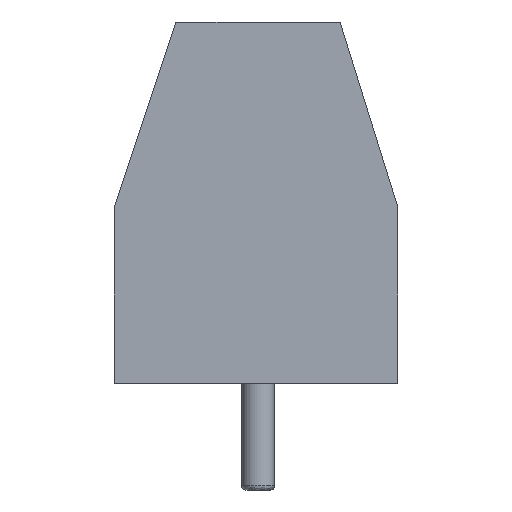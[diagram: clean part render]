
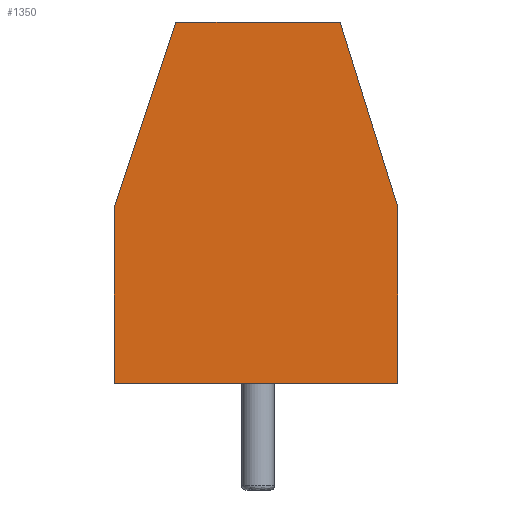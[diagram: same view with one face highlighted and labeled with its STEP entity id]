
A CAD part, front view. The second image highlights one B-rep face of the part: STEP entity #1350.
In plain terms, the highlighted face is planar.
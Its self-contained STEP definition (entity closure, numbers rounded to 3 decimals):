
#13 = CARTESIAN_POINT ( 'NONE',  ( -1.75, 0., 0. ) ) ;
#365 = AXIS2_PLACEMENT_3D ( 'NONE', #4263, #768, #1190 ) ;
#454 = LINE ( 'NONE', #3762, #2901 ) ;
#464 = CARTESIAN_POINT ( 'NONE',  ( -1.75, 0., -3.5 ) ) ;
#687 = EDGE_LOOP ( 'NONE', ( #3741, #3114, #2369, #1065, #4078, #4908 ) ) ;
#768 = DIRECTION ( 'NONE',  ( 1., 0., 0. ) ) ;
#889 = DIRECTION ( 'NONE',  ( 0., -1., 0. ) ) ;
#1065 = ORIENTED_EDGE ( 'NONE', *, *, #3085, .F. ) ;
#1083 = VECTOR ( 'NONE', #4885, 1000. ) ;
#1177 = CARTESIAN_POINT ( 'NONE',  ( -1.75, 8.8, -2. ) ) ;
#1190 = DIRECTION ( 'NONE',  ( 0., 0., -1. ) ) ;
#1350 = ADVANCED_FACE ( 'NONE', ( #5111 ), #4364, .F. ) ;
#1434 = VERTEX_POINT ( 'NONE', #3669 ) ;
#1520 = LINE ( 'NONE', #4732, #4253 ) ;
#1675 = EDGE_CURVE ( 'NONE', #1697, #2930, #454, .T. ) ;
#1697 = VERTEX_POINT ( 'NONE', #2851 ) ;
#1900 = EDGE_CURVE ( 'NONE', #3217, #1434, #2859, .T. ) ;
#2312 = VERTEX_POINT ( 'NONE', #3711 ) ;
#2369 = ORIENTED_EDGE ( 'NONE', *, *, #4640, .T. ) ;
#2561 = VECTOR ( 'NONE', #4558, 1000. ) ;
#2730 = DIRECTION ( 'NONE',  ( 0., 0.955, -0.297 ) ) ;
#2773 = EDGE_CURVE ( 'NONE', #2312, #1697, #1520, .T. ) ;
#2851 = CARTESIAN_POINT ( 'NONE',  ( -1.75, 8.8, 2. ) ) ;
#2859 = LINE ( 'NONE', #464, #4325 ) ;
#2887 = DIRECTION ( 'NONE',  ( 0., -1., 0. ) ) ;
#2901 = VECTOR ( 'NONE', #3301, 1000. ) ;
#2930 = VERTEX_POINT ( 'NONE', #1177 ) ;
#3085 = EDGE_CURVE ( 'NONE', #2312, #4531, #3254, .T. ) ;
#3114 = ORIENTED_EDGE ( 'NONE', *, *, #1900, .T. ) ;
#3217 = VERTEX_POINT ( 'NONE', #4240 ) ;
#3220 = LINE ( 'NONE', #13, #1083 ) ;
#3224 = EDGE_CURVE ( 'NONE', #2930, #3217, #4987, .T. ) ;
#3254 = LINE ( 'NONE', #4942, #3380 ) ;
#3258 = CARTESIAN_POINT ( 'NONE',  ( -1.75, 0., 3.4 ) ) ;
#3301 = DIRECTION ( 'NONE',  ( 0., 0., -1. ) ) ;
#3380 = VECTOR ( 'NONE', #889, 1000. ) ;
#3669 = CARTESIAN_POINT ( 'NONE',  ( -1.75, 0., -3.5 ) ) ;
#3711 = CARTESIAN_POINT ( 'NONE',  ( -1.75, 4.3, 3.4 ) ) ;
#3741 = ORIENTED_EDGE ( 'NONE', *, *, #3224, .T. ) ;
#3762 = CARTESIAN_POINT ( 'NONE',  ( -1.75, 8.8, -2. ) ) ;
#4078 = ORIENTED_EDGE ( 'NONE', *, *, #2773, .T. ) ;
#4240 = CARTESIAN_POINT ( 'NONE',  ( -1.75, 4.3, -3.5 ) ) ;
#4253 = VECTOR ( 'NONE', #2730, 1000. ) ;
#4263 = CARTESIAN_POINT ( 'NONE',  ( -1.75, 0., 0. ) ) ;
#4325 = VECTOR ( 'NONE', #2887, 1000. ) ;
#4364 = PLANE ( 'NONE',  #365 ) ;
#4531 = VERTEX_POINT ( 'NONE', #3258 ) ;
#4558 = DIRECTION ( 'NONE',  ( 0., -0.949, -0.316 ) ) ;
#4640 = EDGE_CURVE ( 'NONE', #1434, #4531, #3220, .T. ) ;
#4732 = CARTESIAN_POINT ( 'NONE',  ( -1.75, 8.8, 2. ) ) ;
#4885 = DIRECTION ( 'NONE',  ( 0., 0., 1. ) ) ;
#4908 = ORIENTED_EDGE ( 'NONE', *, *, #1675, .T. ) ;
#4942 = CARTESIAN_POINT ( 'NONE',  ( -1.75, 0., 3.4 ) ) ;
#4987 = LINE ( 'NONE', #5060, #2561 ) ;
#5060 = CARTESIAN_POINT ( 'NONE',  ( -1.75, 4.3, -3.5 ) ) ;
#5111 = FACE_OUTER_BOUND ( 'NONE', #687, .T. ) ;
